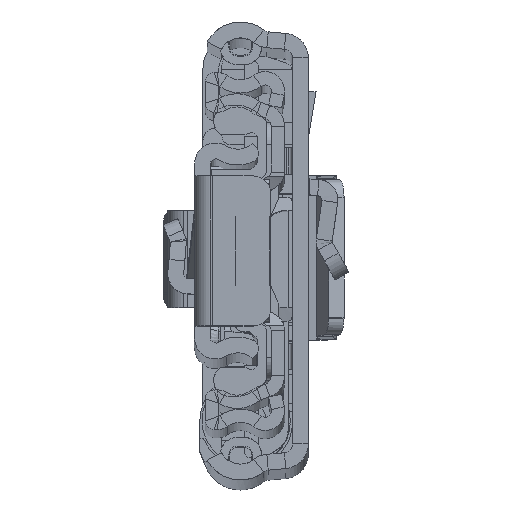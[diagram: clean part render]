
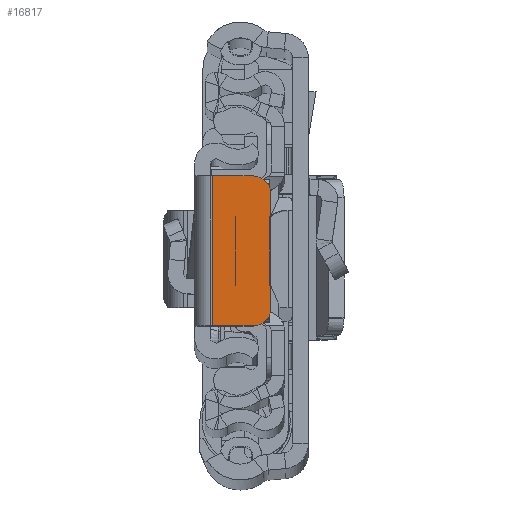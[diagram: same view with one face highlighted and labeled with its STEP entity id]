
A CAD part, top view. The second image highlights one B-rep face of the part: STEP entity #16817.
In plain terms, the highlighted planar face has unit normal (0, 0, 1).
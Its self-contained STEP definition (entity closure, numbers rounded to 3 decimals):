
#1097 = VERTEX_POINT ( 'NONE', #29190 ) ;
#1284 = ORIENTED_EDGE ( 'NONE', *, *, #9528, .T. ) ;
#3411 = AXIS2_PLACEMENT_3D ( 'NONE', #29911, #36015, #16743 ) ;
#4181 = CARTESIAN_POINT ( 'NONE',  ( -6.65, 6.5, 0. ) ) ;
#4455 = CARTESIAN_POINT ( 'NONE',  ( 0., -8.5, 0. ) ) ;
#4906 = CARTESIAN_POINT ( 'NONE',  ( -8.65, 6.5, 0. ) ) ;
#5105 = EDGE_CURVE ( 'NONE', #32328, #38965, #27419, .T. ) ;
#5977 = CARTESIAN_POINT ( 'NONE',  ( -6.65, -8.5, 0. ) ) ;
#6211 = CARTESIAN_POINT ( 'NONE',  ( 0., 8.5, 0. ) ) ;
#7702 = EDGE_CURVE ( 'NONE', #9687, #32328, #35773, .T. ) ;
#7800 = LINE ( 'NONE', #4455, #24930 ) ;
#8156 = DIRECTION ( 'NONE',  ( -1., 0., 0. ) ) ;
#8414 = DIRECTION ( 'NONE',  ( 1., 0., 0. ) ) ;
#9494 = LINE ( 'NONE', #15583, #15454 ) ;
#9528 = EDGE_CURVE ( 'NONE', #23040, #10462, #25219, .T. ) ;
#9687 = VERTEX_POINT ( 'NONE', #19512 ) ;
#9987 = DIRECTION ( 'NONE',  ( -1., 0., 0. ) ) ;
#10462 = VERTEX_POINT ( 'NONE', #5977 ) ;
#10544 = ORIENTED_EDGE ( 'NONE', *, *, #5105, .T. ) ;
#14236 = EDGE_CURVE ( 'NONE', #38965, #23040, #36191, .T. ) ;
#14779 = EDGE_CURVE ( 'NONE', #9687, #1097, #9494, .T. ) ;
#15299 = DIRECTION ( 'NONE',  ( 0., 0., 1. ) ) ;
#15454 = VECTOR ( 'NONE', #16203, 1000. ) ;
#15583 = CARTESIAN_POINT ( 'NONE',  ( -2.05, -8.5, 0. ) ) ;
#16203 = DIRECTION ( 'NONE',  ( 0., -1., 0. ) ) ;
#16743 = DIRECTION ( 'NONE',  ( -1., 0., 0. ) ) ;
#16817 = ADVANCED_FACE ( 'NONE', ( #31195 ), #28047, .F. ) ;
#16906 = ORIENTED_EDGE ( 'NONE', *, *, #31058, .T. ) ;
#17871 = DIRECTION ( 'NONE',  ( 0., -1., 0. ) ) ;
#18025 = CARTESIAN_POINT ( 'NONE',  ( -6.65, -6.5, 0. ) ) ;
#18324 = CARTESIAN_POINT ( 'NONE',  ( -6.65, 8.5, 0. ) ) ;
#19512 = CARTESIAN_POINT ( 'NONE',  ( -2.05, 8.5, 0. ) ) ;
#23040 = VERTEX_POINT ( 'NONE', #37014 ) ;
#23314 = ORIENTED_EDGE ( 'NONE', *, *, #14236, .T. ) ;
#23404 = CARTESIAN_POINT ( 'NONE',  ( -8.65, 0., 0. ) ) ;
#24079 = AXIS2_PLACEMENT_3D ( 'NONE', #4181, #36685, #33118 ) ;
#24930 = VECTOR ( 'NONE', #8414, 1000. ) ;
#25219 = CIRCLE ( 'NONE', #39193, 2. ) ;
#26519 = ORIENTED_EDGE ( 'NONE', *, *, #14779, .F. ) ;
#27419 = CIRCLE ( 'NONE', #24079, 2. ) ;
#28047 = PLANE ( 'NONE',  #3411 ) ;
#29190 = CARTESIAN_POINT ( 'NONE',  ( -2.05, -8.5, 0. ) ) ;
#29911 = CARTESIAN_POINT ( 'NONE',  ( 0., 0., 0. ) ) ;
#31058 = EDGE_CURVE ( 'NONE', #10462, #1097, #7800, .T. ) ;
#31195 = FACE_OUTER_BOUND ( 'NONE', #35557, .T. ) ;
#32328 = VERTEX_POINT ( 'NONE', #18324 ) ;
#33118 = DIRECTION ( 'NONE',  ( -1., 0., 0. ) ) ;
#35557 = EDGE_LOOP ( 'NONE', ( #23314, #1284, #16906, #26519, #40999, #10544 ) ) ;
#35773 = LINE ( 'NONE', #6211, #35845 ) ;
#35845 = VECTOR ( 'NONE', #9987, 1000. ) ;
#36015 = DIRECTION ( 'NONE',  ( 0., 0., -1. ) ) ;
#36191 = LINE ( 'NONE', #23404, #41533 ) ;
#36685 = DIRECTION ( 'NONE',  ( 0., 0., 1. ) ) ;
#37014 = CARTESIAN_POINT ( 'NONE',  ( -8.65, -6.5, 0. ) ) ;
#38965 = VERTEX_POINT ( 'NONE', #4906 ) ;
#39193 = AXIS2_PLACEMENT_3D ( 'NONE', #18025, #15299, #8156 ) ;
#40999 = ORIENTED_EDGE ( 'NONE', *, *, #7702, .T. ) ;
#41533 = VECTOR ( 'NONE', #17871, 1000. ) ;
